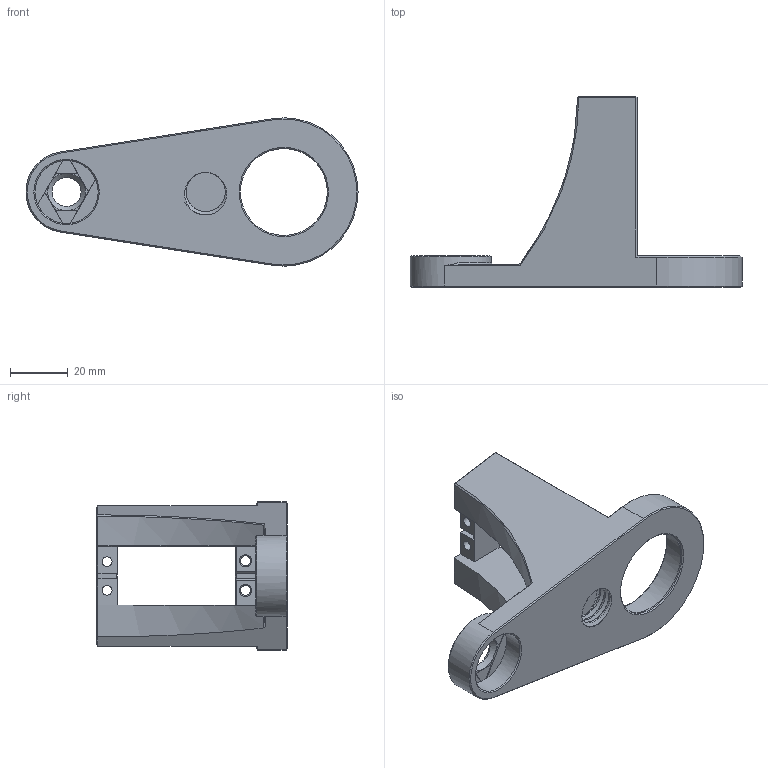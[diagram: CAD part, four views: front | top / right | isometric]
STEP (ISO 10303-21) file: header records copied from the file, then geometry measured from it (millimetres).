
FILE_DESCRIPTION(/* description */ (''),/* implementation_level */ '2;1');
FILE_NAME(/* name */ 'left outer arm.step',/* time_stamp */ '2025-08-26T18:59:36-04:00',/* author */ (''),/* organization */ (''),/* preprocessor_version */ 'ST-DEVELOPER v20.1',/* originating_system */ 'Autodesk Translation Framework v14.10.0.0',/* authorisation */ '');
FILE_SCHEMA (('AUTOMOTIVE_DESIGN { 1 0 10303 214 3 1 1 }'));
Length unit declared in the file: millimetre
Products named in the file (1): left outer arm
Bounding box: 114.6 x 65.8 x 51.19 mm (x, y, z)
Volume: 62388.4 mm3; surface area: 22399.8 mm2
Topology: 1 solids, 1 shells, 166 faces, 396 edges, 238 vertices
Faces by surface type: plane 117, cylinder 28, cone 16, bspline 5
Full cylindrical faces by diameter (mm): 3.4 x4, 4.7 x7, 10 x1, 13.541 x2, 13.85 x1, 15.875 x2, 21.8 x1, 28 x1, 30 x1, 35.2 x1
Entity records: 6103 total; most frequent: CARTESIAN_POINT 2286, ORIENTED_EDGE 792, DIRECTION 757, EDGE_CURVE 396, LINE 275, VECTOR 275, AXIS2_PLACEMENT_3D 241, VERTEX_POINT 238
